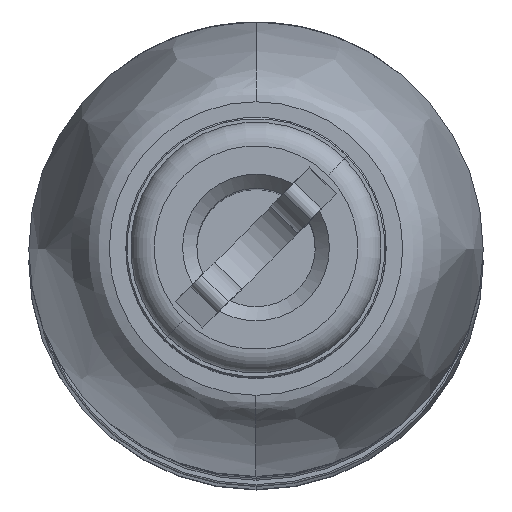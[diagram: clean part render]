
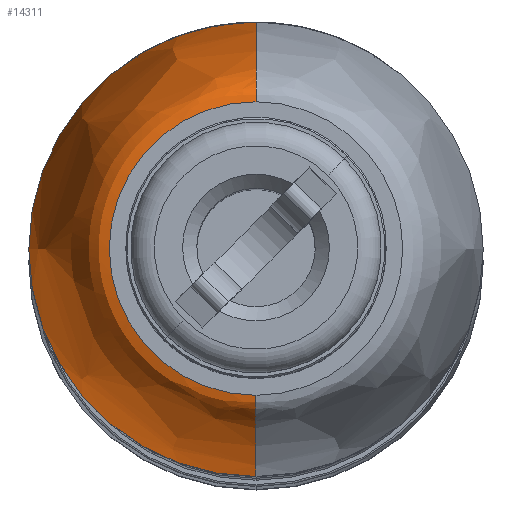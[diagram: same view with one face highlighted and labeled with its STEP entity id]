
A CAD part, top view. The second image highlights one B-rep face of the part: STEP entity #14311.
In plain terms, the highlighted free-form (B-spline) face has degree [3, 3] with [6, 4] control points.
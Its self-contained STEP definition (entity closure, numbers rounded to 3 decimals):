
#76 = CARTESIAN_POINT ( 'NONE',  ( 10.153, 4.759, -9.518 ) ) ;
#156 = CARTESIAN_POINT ( 'NONE',  ( 4.822, -3.1, -6.2 ) ) ;
#311 = CIRCLE ( 'NONE', #6110, 3.1 ) ;
#452 = CIRCLE ( 'NONE', #12916, 4.8 ) ;
#798 = CARTESIAN_POINT ( 'NONE',  ( 13.822, 0., 0. ) ) ;
#1038 = CARTESIAN_POINT ( 'NONE',  ( 10.153, -4.759, 0. ) ) ;
#1233 = CARTESIAN_POINT ( 'NONE',  ( 13.822, 4.8, 0. ) ) ;
#1273 = EDGE_CURVE ( 'NONE', #15391, #11905, #11127, .T. ) ;
#1359 =( BOUNDED_SURFACE ( )  B_SPLINE_SURFACE ( 3, 3, ( 
 ( #1233, #11353, #16345, #12689 ),
 ( #2395, #8850, #11607, #1479 ),
 ( #3881, #76, #15013, #2567 ),
 ( #7433, #10169, #3960, #11438 ),
 ( #10250, #1395, #8768, #13765 ),
 ( #7763, #5196, #156, #2483 ) ),
 .UNSPECIFIED., .F., .F., .T. ) 
 B_SPLINE_SURFACE_WITH_KNOTS ( ( 4, 1, 1, 4 ),
 ( 4, 4 ),
 ( 0., 0.429, 0.529, 1. ),
 ( 0., 1. ),
 .UNSPECIFIED. ) 
 GEOMETRIC_REPRESENTATION_ITEM ( )  RATIONAL_B_SPLINE_SURFACE ( (
 ( 1., 0.333, 0.333, 1.),
 ( 1., 0.333, 0.333, 1.),
 ( 1., 0.333, 0.333, 1.),
 ( 1., 0.333, 0.333, 1.),
 ( 1., 0.333, 0.333, 1.),
 ( 1., 0.333, 0.333, 1.) ) ) 
 REPRESENTATION_ITEM ( '' )  SURFACE ( )  );
#1395 = CARTESIAN_POINT ( 'NONE',  ( 4.822, 3.71, -7.421 ) ) ;
#1464 = EDGE_CURVE ( 'NONE', #4098, #11808, #311, .T. ) ;
#1479 = CARTESIAN_POINT ( 'NONE',  ( 13.398, -4.8, 0. ) ) ;
#1757 = CARTESIAN_POINT ( 'NONE',  ( 4.822, 3.1, 0. ) ) ;
#2395 = CARTESIAN_POINT ( 'NONE',  ( 13.398, 4.8, 0. ) ) ;
#2483 = CARTESIAN_POINT ( 'NONE',  ( 4.822, -3.1, 0. ) ) ;
#2567 = CARTESIAN_POINT ( 'NONE',  ( 10.153, -4.759, 0. ) ) ;
#3651 = CARTESIAN_POINT ( 'NONE',  ( 4.822, 3.1, 0. ) ) ;
#3834 = CARTESIAN_POINT ( 'NONE',  ( 4.822, 0., 0. ) ) ;
#3881 = CARTESIAN_POINT ( 'NONE',  ( 10.153, 4.759, 0. ) ) ;
#3960 = CARTESIAN_POINT ( 'NONE',  ( 6.753, -4.294, -8.588 ) ) ;
#4098 = VERTEX_POINT ( 'NONE', #1757 ) ;
#4660 = CARTESIAN_POINT ( 'NONE',  ( 13.822, 0., 0. ) ) ;
#4843 = CARTESIAN_POINT ( 'NONE',  ( 13.398, -4.8, 0. ) ) ;
#5196 = CARTESIAN_POINT ( 'NONE',  ( 4.822, 3.1, -6.2 ) ) ;
#5229 = DIRECTION ( 'NONE',  ( -1., 0., 0. ) ) ;
#5467 = EDGE_CURVE ( 'NONE', #8490, #15391, #452, .T. ) ;
#5596 = DIRECTION ( 'NONE',  ( -1., 0., 0. ) ) ;
#5835 = DIRECTION ( 'NONE',  ( 0., 0., 1. ) ) ;
#6110 = AXIS2_PLACEMENT_3D ( 'NONE', #3834, #5229, #15379 ) ;
#6518 = FACE_OUTER_BOUND ( 'NONE', #12345, .T. ) ;
#6528 = B_SPLINE_CURVE_WITH_KNOTS ( 'NONE', 3,
 ( #7529, #12868, #15279, #16359, #8864, #3651 ),
 .UNSPECIFIED., .F., .F.,
 ( 4, 1, 1, 4 ),
 ( 0., 0.429, 0.529, 1. ),
 .UNSPECIFIED. ) ;
#7073 = CARTESIAN_POINT ( 'NONE',  ( 4.822, -3.1, 0. ) ) ;
#7239 = CARTESIAN_POINT ( 'NONE',  ( 13.822, -4.8, 0. ) ) ;
#7433 = CARTESIAN_POINT ( 'NONE',  ( 6.753, 4.294, 0. ) ) ;
#7529 = CARTESIAN_POINT ( 'NONE',  ( 13.822, 4.8, 0. ) ) ;
#7763 = CARTESIAN_POINT ( 'NONE',  ( 4.822, 3.1, 0. ) ) ;
#8490 = VERTEX_POINT ( 'NONE', #15314 ) ;
#8768 = CARTESIAN_POINT ( 'NONE',  ( 4.822, -3.71, -7.421 ) ) ;
#8850 = CARTESIAN_POINT ( 'NONE',  ( 13.398, 4.8, -9.6 ) ) ;
#8864 = CARTESIAN_POINT ( 'NONE',  ( 4.822, 3.71, 0. ) ) ;
#9298 = EDGE_CURVE ( 'NONE', #11905, #11808, #12107, .T. ) ;
#9405 = ORIENTED_EDGE ( 'NONE', *, *, #9298, .T. ) ;
#10169 = CARTESIAN_POINT ( 'NONE',  ( 6.753, 4.294, -8.588 ) ) ;
#10250 = CARTESIAN_POINT ( 'NONE',  ( 4.822, 3.71, 0. ) ) ;
#10993 = CARTESIAN_POINT ( 'NONE',  ( 4.822, -3.71, 0. ) ) ;
#11127 = CIRCLE ( 'NONE', #11940, 4.8 ) ;
#11190 = ORIENTED_EDGE ( 'NONE', *, *, #1464, .F. ) ;
#11330 = CARTESIAN_POINT ( 'NONE',  ( 6.753, -4.294, 0. ) ) ;
#11353 = CARTESIAN_POINT ( 'NONE',  ( 13.822, 4.8, -9.6 ) ) ;
#11438 = CARTESIAN_POINT ( 'NONE',  ( 6.753, -4.294, 0. ) ) ;
#11607 = CARTESIAN_POINT ( 'NONE',  ( 13.398, -4.8, -9.6 ) ) ;
#11808 = VERTEX_POINT ( 'NONE', #7073 ) ;
#11905 = VERTEX_POINT ( 'NONE', #7239 ) ;
#11940 = AXIS2_PLACEMENT_3D ( 'NONE', #4660, #12311, #12391 ) ;
#12107 = B_SPLINE_CURVE_WITH_KNOTS ( 'NONE', 3,
 ( #16320, #4843, #1038, #11330, #10993, #14899 ),
 .UNSPECIFIED., .F., .F.,
 ( 4, 1, 1, 4 ),
 ( 0., 0.429, 0.529, 1. ),
 .UNSPECIFIED. ) ;
#12243 = ORIENTED_EDGE ( 'NONE', *, *, #5467, .T. ) ;
#12311 = DIRECTION ( 'NONE',  ( -1., 0., 0. ) ) ;
#12345 = EDGE_LOOP ( 'NONE', ( #15809, #9405, #11190, #15349, #12243 ) ) ;
#12391 = DIRECTION ( 'NONE',  ( 0., 0., 1. ) ) ;
#12689 = CARTESIAN_POINT ( 'NONE',  ( 13.822, -4.8, 0. ) ) ;
#12841 = EDGE_CURVE ( 'NONE', #8490, #4098, #6528, .T. ) ;
#12862 = CARTESIAN_POINT ( 'NONE',  ( 13.822, 0., -4.8 ) ) ;
#12868 = CARTESIAN_POINT ( 'NONE',  ( 13.398, 4.8, 0. ) ) ;
#12916 = AXIS2_PLACEMENT_3D ( 'NONE', #798, #5596, #5835 ) ;
#13765 = CARTESIAN_POINT ( 'NONE',  ( 4.822, -3.71, 0. ) ) ;
#14311 = ADVANCED_FACE ( 'NONE', ( #6518 ), #1359, .F. ) ;
#14899 = CARTESIAN_POINT ( 'NONE',  ( 4.822, -3.1, 0. ) ) ;
#15013 = CARTESIAN_POINT ( 'NONE',  ( 10.153, -4.759, -9.518 ) ) ;
#15279 = CARTESIAN_POINT ( 'NONE',  ( 10.153, 4.759, 0. ) ) ;
#15314 = CARTESIAN_POINT ( 'NONE',  ( 13.822, 4.8, 0. ) ) ;
#15349 = ORIENTED_EDGE ( 'NONE', *, *, #12841, .F. ) ;
#15379 = DIRECTION ( 'NONE',  ( 0., 0., 1. ) ) ;
#15391 = VERTEX_POINT ( 'NONE', #12862 ) ;
#15809 = ORIENTED_EDGE ( 'NONE', *, *, #1273, .T. ) ;
#16320 = CARTESIAN_POINT ( 'NONE',  ( 13.822, -4.8, 0. ) ) ;
#16345 = CARTESIAN_POINT ( 'NONE',  ( 13.822, -4.8, -9.6 ) ) ;
#16359 = CARTESIAN_POINT ( 'NONE',  ( 6.753, 4.294, 0. ) ) ;
